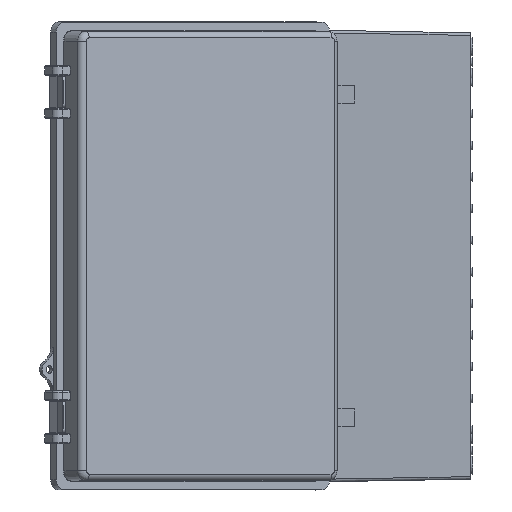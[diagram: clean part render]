
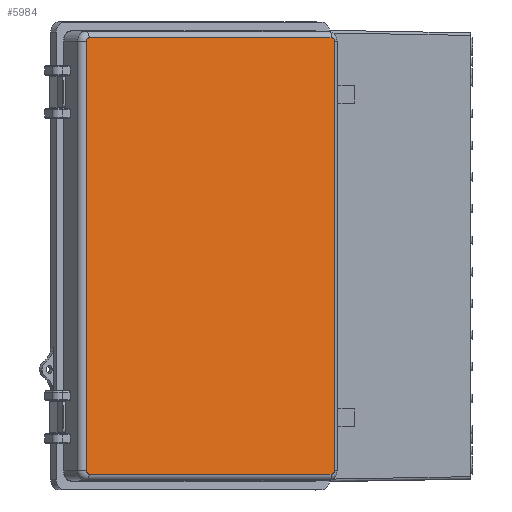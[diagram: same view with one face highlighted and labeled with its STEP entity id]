
A CAD part, left-side view. The second image highlights one B-rep face of the part: STEP entity #5984.
In plain terms, the highlighted face is planar.
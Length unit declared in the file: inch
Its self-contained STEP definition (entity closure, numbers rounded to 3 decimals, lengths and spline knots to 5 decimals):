
#1552 = EDGE_CURVE ( 'NONE', #33411, #40354, #78485, .T. ) ;
#1705 = CARTESIAN_POINT ( 'NONE',  ( 4.8112, 1.21, 6.69214 ) ) ;
#2020 = DIRECTION ( 'NONE',  ( 0., 1., 0. ) ) ;
#4311 = CARTESIAN_POINT ( 'NONE',  ( 4.71121, 1.21, 6.79213 ) ) ;
#5984 = ADVANCED_FACE ( 'NONE', ( #58295 ), #51019, .T. ) ;
#6517 = CARTESIAN_POINT ( 'NONE',  ( 4.71121, 1.21, 6.79213 ) ) ;
#7751 = DIRECTION ( 'NONE',  ( 0., 0., 1. ) ) ;
#8013 = AXIS2_PLACEMENT_3D ( 'NONE', #40308, #2020, #71504 ) ;
#10911 = CARTESIAN_POINT ( 'NONE',  ( -4.71121, 1.21, -6.79213 ) ) ;
#11303 = DIRECTION ( 'NONE',  ( 0., 1., 0. ) ) ;
#11581 = VECTOR ( 'NONE', #62042, 39.37008 ) ;
#12454 = DIRECTION ( 'NONE',  ( 0., 0., 1. ) ) ;
#13782 = AXIS2_PLACEMENT_3D ( 'NONE', #56455, #11303, #24881 ) ;
#15001 = VERTEX_POINT ( 'NONE', #56835 ) ;
#15994 = LINE ( 'NONE', #10911, #38912 ) ;
#16730 = DIRECTION ( 'NONE',  ( 0., 0., 1. ) ) ;
#18842 = CARTESIAN_POINT ( 'NONE',  ( -4.8112, 1.21, 6.69214 ) ) ;
#19324 = ORIENTED_EDGE ( 'NONE', *, *, #56924, .T. ) ;
#19797 = CIRCLE ( 'NONE', #13782, 0.09999 ) ;
#20264 = CIRCLE ( 'NONE', #58349, 0.09999 ) ;
#24881 = DIRECTION ( 'NONE',  ( 0., 0., 1. ) ) ;
#26082 = DIRECTION ( 'NONE',  ( 0., 0., 1. ) ) ;
#29449 = ORIENTED_EDGE ( 'NONE', *, *, #33819, .T. ) ;
#31477 = LINE ( 'NONE', #62318, #11581 ) ;
#31842 = CARTESIAN_POINT ( 'NONE',  ( -4.71121, 1.21, -6.69214 ) ) ;
#33411 = VERTEX_POINT ( 'NONE', #6517 ) ;
#33819 = EDGE_CURVE ( 'NONE', #15001, #61692, #55401, .T. ) ;
#34566 = AXIS2_PLACEMENT_3D ( 'NONE', #31842, #76080, #12454 ) ;
#34580 = VECTOR ( 'NONE', #26082, 39.37008 ) ;
#37412 = ORIENTED_EDGE ( 'NONE', *, *, #49521, .T. ) ;
#38809 = DIRECTION ( 'NONE',  ( 0., 1., 0. ) ) ;
#38912 = VECTOR ( 'NONE', #39244, 39.37008 ) ;
#39244 = DIRECTION ( 'NONE',  ( -1., 0., 0. ) ) ;
#39304 = LINE ( 'NONE', #4311, #79748 ) ;
#40308 = CARTESIAN_POINT ( 'NONE',  ( 4.71121, 1.21, 6.69214 ) ) ;
#40354 = VERTEX_POINT ( 'NONE', #1705 ) ;
#43097 = VERTEX_POINT ( 'NONE', #58636 ) ;
#44674 = EDGE_CURVE ( 'NONE', #43097, #56162, #19797, .T. ) ;
#45065 = EDGE_CURVE ( 'NONE', #63672, #15001, #52388, .T. ) ;
#46729 = AXIS2_PLACEMENT_3D ( 'NONE', #76088, #38809, #7751 ) ;
#48362 = DIRECTION ( 'NONE',  ( 0., 1., 0. ) ) ;
#49521 = EDGE_CURVE ( 'NONE', #61692, #74219, #20264, .T. ) ;
#51019 = PLANE ( 'NONE',  #46729 ) ;
#52124 = ORIENTED_EDGE ( 'NONE', *, *, #44674, .T. ) ;
#52388 = CIRCLE ( 'NONE', #34566, 0.09999 ) ;
#54242 = CARTESIAN_POINT ( 'NONE',  ( -4.71121, 1.21, -6.79213 ) ) ;
#55401 = LINE ( 'NONE', #63512, #34580 ) ;
#55663 = ORIENTED_EDGE ( 'NONE', *, *, #77207, .T. ) ;
#56162 = VERTEX_POINT ( 'NONE', #71046 ) ;
#56455 = CARTESIAN_POINT ( 'NONE',  ( 4.71121, 1.21, -6.69214 ) ) ;
#56835 = CARTESIAN_POINT ( 'NONE',  ( -4.8112, 1.21, -6.69214 ) ) ;
#56924 = EDGE_CURVE ( 'NONE', #40354, #43097, #31477, .T. ) ;
#58295 = FACE_OUTER_BOUND ( 'NONE', #75608, .T. ) ;
#58349 = AXIS2_PLACEMENT_3D ( 'NONE', #79831, #48362, #16730 ) ;
#58636 = CARTESIAN_POINT ( 'NONE',  ( 4.8112, 1.21, -6.69214 ) ) ;
#60278 = DIRECTION ( 'NONE',  ( 1., 0., 0. ) ) ;
#61692 = VERTEX_POINT ( 'NONE', #18842 ) ;
#62042 = DIRECTION ( 'NONE',  ( 0., 0., -1. ) ) ;
#62318 = CARTESIAN_POINT ( 'NONE',  ( 4.8112, 1.21, -6.69214 ) ) ;
#62622 = CARTESIAN_POINT ( 'NONE',  ( -4.71121, 1.21, 6.79213 ) ) ;
#63512 = CARTESIAN_POINT ( 'NONE',  ( -4.8112, 1.21, 6.69214 ) ) ;
#63672 = VERTEX_POINT ( 'NONE', #54242 ) ;
#64547 = ORIENTED_EDGE ( 'NONE', *, *, #1552, .T. ) ;
#65111 = EDGE_CURVE ( 'NONE', #56162, #63672, #15994, .T. ) ;
#70983 = ORIENTED_EDGE ( 'NONE', *, *, #45065, .T. ) ;
#71046 = CARTESIAN_POINT ( 'NONE',  ( 4.71121, 1.21, -6.79213 ) ) ;
#71504 = DIRECTION ( 'NONE',  ( 0., 0., 1. ) ) ;
#74219 = VERTEX_POINT ( 'NONE', #62622 ) ;
#74746 = ORIENTED_EDGE ( 'NONE', *, *, #65111, .T. ) ;
#75608 = EDGE_LOOP ( 'NONE', ( #29449, #37412, #55663, #64547, #19324, #52124, #74746, #70983 ) ) ;
#76080 = DIRECTION ( 'NONE',  ( 0., 1., 0. ) ) ;
#76088 = CARTESIAN_POINT ( 'NONE',  ( -4.71121, 1.21, -6.69214 ) ) ;
#77207 = EDGE_CURVE ( 'NONE', #74219, #33411, #39304, .T. ) ;
#78485 = CIRCLE ( 'NONE', #8013, 0.09999 ) ;
#79748 = VECTOR ( 'NONE', #60278, 39.37008 ) ;
#79831 = CARTESIAN_POINT ( 'NONE',  ( -4.71121, 1.21, 6.69214 ) ) ;
